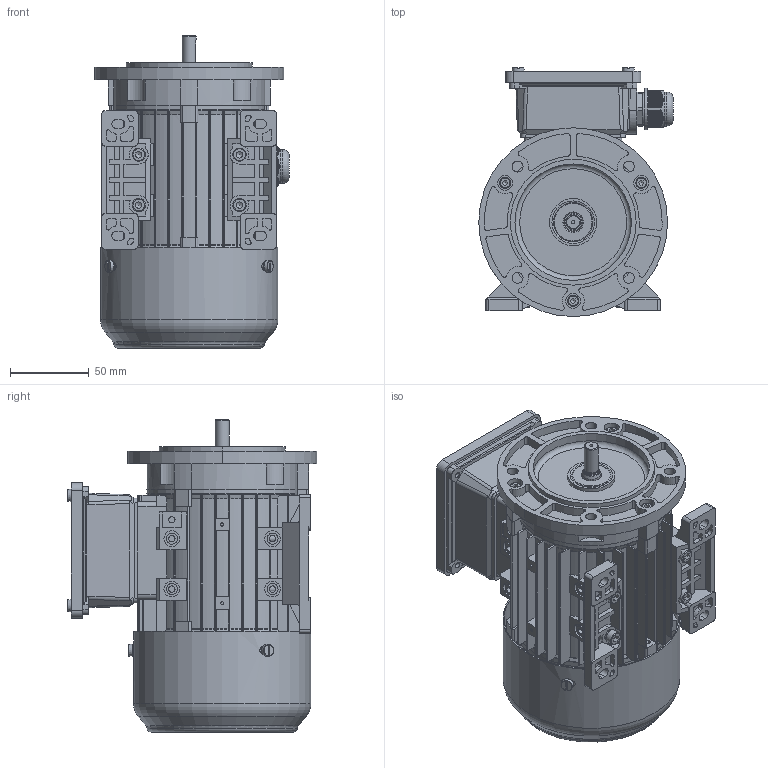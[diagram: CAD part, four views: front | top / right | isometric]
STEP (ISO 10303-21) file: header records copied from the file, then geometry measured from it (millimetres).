
FILE_DESCRIPTION(/* description */ (''),/* implementation_level */ '2;1');
FILE_NAME(/* name */ 'JL-56-B35.stp',/* time_stamp */ '2018-12-30T13:56:40+08:00',/* author */ (''),/* organization */ (''),/* preprocessor_version */ 'ST-DEVELOPER v16.7',/* originating_system */ 'SIEMENS PLM Software NX 12.0',/* authorisation */ '');
FILE_SCHEMA (('AP203_CONFIGURATION_CONTROLLED_3D_DESIGN_OF_MECHANICAL_PARTS_AND_ASSEMBLIES_MIM_LF { 1 0 10303 403 2 1 2}'));
Products named in the file (1): JL-56-B35
Bounding box: 123.58 x 158.4 x 198.42 mm (x, y, z)
Volume: 445220.7 mm3; surface area: 356295.3 mm2
Topology: 44 solids, 44 shells, 3247 faces, 8877 edges, 5868 vertices
Faces by surface type: plane 1812, cylinder 1102, torus 166, cone 144, bspline 17, sphere 6
Full cylindrical faces by diameter (mm): 2 x1, 3 x11, 3.545 x10, 4 x17, 4.132 x5, 4.134 x5, 4.9 x3, 5 x4, 6 x4, 7 x3, 7.5 x4, 8.4 x1, 8.5 x4, 9 x1, 9.5 x4, 10.6 x1, 11.2 x1, 11.4 x2, 12 x5, 13.75 x1, 14 x1, 16.25 x2, 18.75 x5, 19.375 x6, 20 x11, 20.625 x6, 21.25 x6, 21.562 x1, 25 x4, 26.562 x1
Entity records: 108684 total; most frequent: CARTESIAN_POINT 28053, ORIENTED_EDGE 16872, DIRECTION 16206, EDGE_CURVE 8436, AXIS2_PLACEMENT_3D 5766, VERTEX_POINT 5702, LINE 4674, VECTOR 4674
